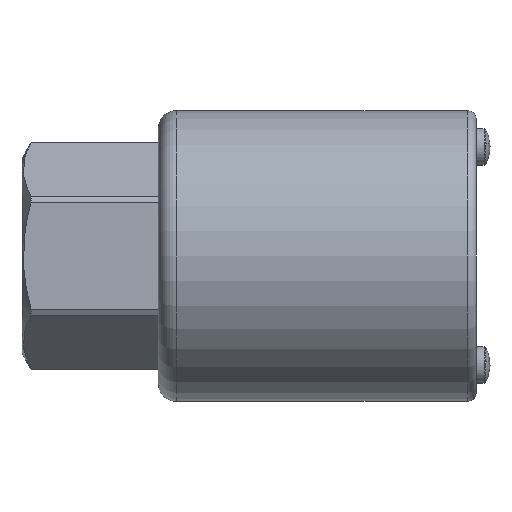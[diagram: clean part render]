
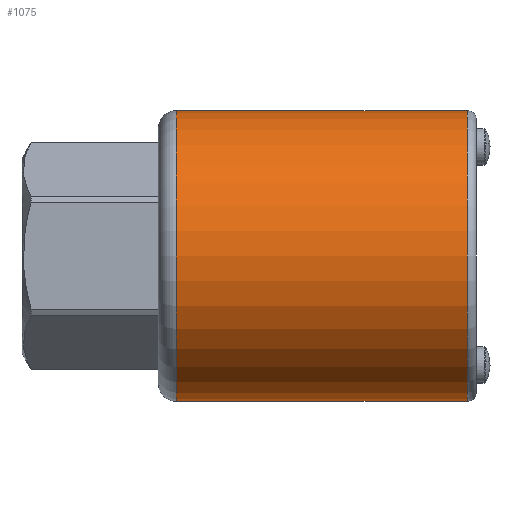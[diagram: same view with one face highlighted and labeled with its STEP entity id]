
A CAD part, left-side view. The second image highlights one B-rep face of the part: STEP entity #1075.
In plain terms, the highlighted cylindrical face has radius 16 mm (diameter 32 mm), a partial arc.
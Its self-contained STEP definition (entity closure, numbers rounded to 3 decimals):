
#23 = EDGE_CURVE ( 'NONE', #365, #1306, #936, .T. ) ;
#28 = CARTESIAN_POINT ( 'NONE',  ( 0., 52.796, -16. ) ) ;
#35 = VERTEX_POINT ( 'NONE', #1424 ) ;
#36 = ORIENTED_EDGE ( 'NONE', *, *, #410, .T. ) ;
#64 = DIRECTION ( 'NONE',  ( 0., 0., 1. ) ) ;
#97 = AXIS2_PLACEMENT_3D ( 'NONE', #1501, #214, #339 ) ;
#115 = EDGE_LOOP ( 'NONE', ( #443, #36, #1495, #702 ) ) ;
#168 = DIRECTION ( 'NONE',  ( 0., 1., 0. ) ) ;
#214 = DIRECTION ( 'NONE',  ( 0., -1., 0. ) ) ;
#330 = AXIS2_PLACEMENT_3D ( 'NONE', #547, #780, #64 ) ;
#339 = DIRECTION ( 'NONE',  ( 0., 0., -1. ) ) ;
#365 = VERTEX_POINT ( 'NONE', #970 ) ;
#367 = CARTESIAN_POINT ( 'NONE',  ( 0., 33., -16. ) ) ;
#410 = EDGE_CURVE ( 'NONE', #365, #35, #1223, .T. ) ;
#415 = DIRECTION ( 'NONE',  ( 0., 0., 1. ) ) ;
#443 = ORIENTED_EDGE ( 'NONE', *, *, #23, .F. ) ;
#496 = CARTESIAN_POINT ( 'NONE',  ( 0., 52.796, 16. ) ) ;
#547 = CARTESIAN_POINT ( 'NONE',  ( 0., 52.796, 0. ) ) ;
#702 = ORIENTED_EDGE ( 'NONE', *, *, #1194, .T. ) ;
#727 = FACE_OUTER_BOUND ( 'NONE', #115, .T. ) ;
#768 = VECTOR ( 'NONE', #1063, 1000. ) ;
#780 = DIRECTION ( 'NONE',  ( 0., 1., 0. ) ) ;
#874 = CARTESIAN_POINT ( 'NONE',  ( 0., 1., 0. ) ) ;
#897 = LINE ( 'NONE', #496, #768 ) ;
#936 = LINE ( 'NONE', #28, #1114 ) ;
#938 = AXIS2_PLACEMENT_3D ( 'NONE', #874, #168, #415 ) ;
#965 = DIRECTION ( 'NONE',  ( 0., 1., 0. ) ) ;
#970 = CARTESIAN_POINT ( 'NONE',  ( 0., 1., -16. ) ) ;
#1063 = DIRECTION ( 'NONE',  ( 0., 1., 0. ) ) ;
#1075 = ADVANCED_FACE ( 'NONE', ( #727 ), #1363, .T. ) ;
#1114 = VECTOR ( 'NONE', #965, 1000. ) ;
#1194 = EDGE_CURVE ( 'NONE', #1442, #1306, #1471, .T. ) ;
#1223 = CIRCLE ( 'NONE', #938, 16. ) ;
#1306 = VERTEX_POINT ( 'NONE', #367 ) ;
#1321 = CARTESIAN_POINT ( 'NONE',  ( 0., 33., 16. ) ) ;
#1343 = EDGE_CURVE ( 'NONE', #35, #1442, #897, .T. ) ;
#1363 = CYLINDRICAL_SURFACE ( 'NONE', #330, 16. ) ;
#1424 = CARTESIAN_POINT ( 'NONE',  ( 0., 1., 16. ) ) ;
#1442 = VERTEX_POINT ( 'NONE', #1321 ) ;
#1471 = CIRCLE ( 'NONE', #97, 16. ) ;
#1495 = ORIENTED_EDGE ( 'NONE', *, *, #1343, .T. ) ;
#1501 = CARTESIAN_POINT ( 'NONE',  ( 0., 33., 0. ) ) ;
